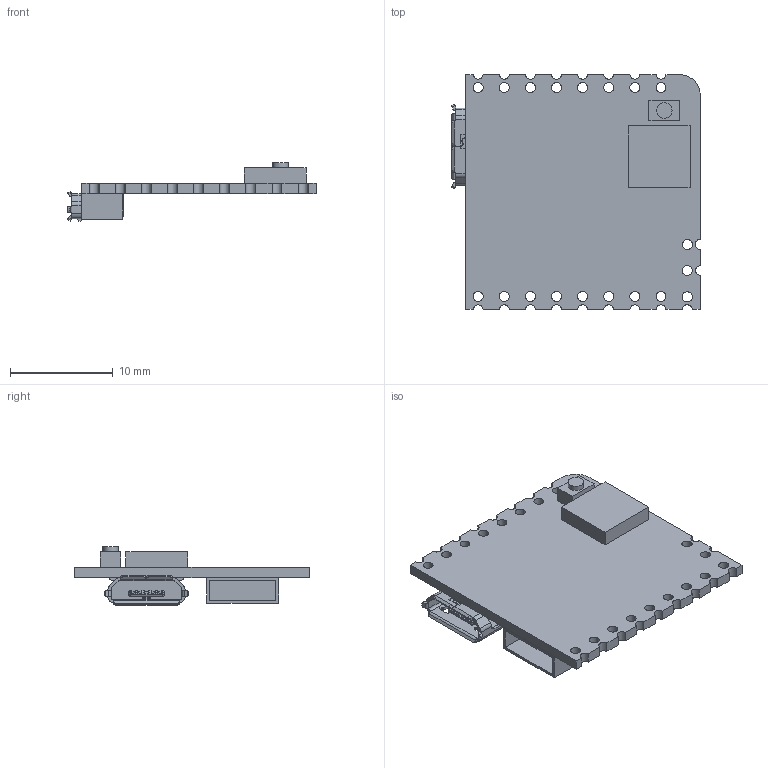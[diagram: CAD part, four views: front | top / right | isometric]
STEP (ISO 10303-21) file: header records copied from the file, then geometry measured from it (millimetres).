
FILE_DESCRIPTION(/* description */ (''),/* implementation_level */ '2;1');
FILE_NAME(/* name */ 'Nicla Sense.step',/* time_stamp */ '2023-01-09T19:41:53Z',/* author */ (''),/* organization */ (''),/* preprocessor_version */ 'ST-DEVELOPER v19.2',/* originating_system */ 'Autodesk Translation Framework v11.17.0.187',/* authorisation */ '');
FILE_SCHEMA (('AUTOMOTIVE_DESIGN { 1 0 10303 214 3 1 1 }'));
Length unit declared in the file: millimetre
Products named in the file (2): Nicla Sense; 1050170001
Assembly tree (1 placements, depth 2):
  Nicla Sense
    1050170001
Bounding box: 24.2 x 22.86 x 5.7 mm (x, y, z)
Volume: 632.8 mm3; surface area: 1725.9 mm2
Topology: 4 solids, 4 shells, 983 faces, 2835 edges, 1870 vertices
Faces by surface type: plane 493, bspline 321, cylinder 165, sphere 4
Full cylindrical faces by diameter (mm): 0.962 x1, 0.968 x16, 0.978 x1, 0.989 x1, 1.5 x1
Entity records: 35279 total; most frequent: CARTESIAN_POINT 11210, ORIENTED_EDGE 5670, DIRECTION 3853, EDGE_CURVE 2835, VERTEX_POINT 1870, LINE 1839, VECTOR 1839, EDGE_LOOP 1067
